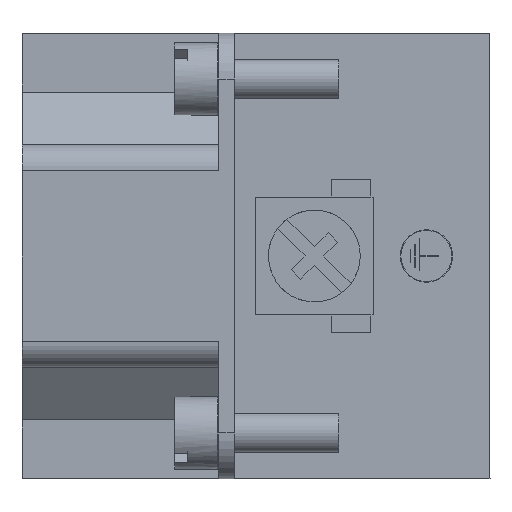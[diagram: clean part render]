
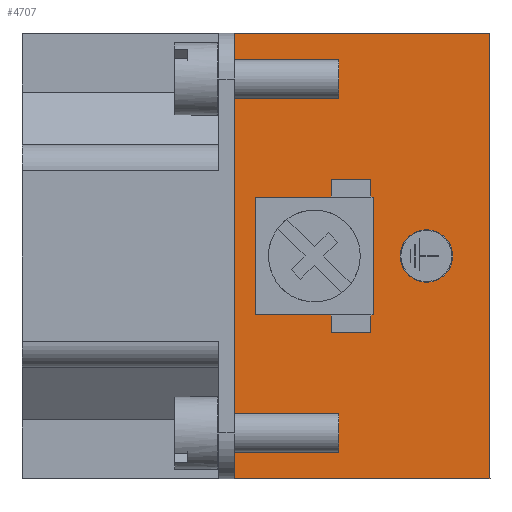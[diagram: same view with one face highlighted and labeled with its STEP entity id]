
A CAD part, left-side view. The second image highlights one B-rep face of the part: STEP entity #4707.
In plain terms, the highlighted planar face has unit normal (-1, 0, 0).
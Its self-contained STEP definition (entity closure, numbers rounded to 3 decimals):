
#3510=CIRCLE('',#18063,2.);
#3933=FACE_BOUND('',#6796,.T.);
#3934=FACE_BOUND('',#6797,.T.);
#3935=FACE_BOUND('',#6798,.T.);
#4707=ADVANCED_FACE('',(#3933,#3934,#3935),#5298,.T.);
#5298=PLANE('',#18102);
#6796=EDGE_LOOP('',(#9846));
#6797=EDGE_LOOP('',(#9847,#9848,#9849,#9850,#9851,#9852,#9853,#9854,#9855,
#9856,#9857,#9858));
#6798=EDGE_LOOP('',(#9859,#9860,#9861,#9862));
#9846=ORIENTED_EDGE('',*,*,#13348,.T.);
#9847=ORIENTED_EDGE('',*,*,#13430,.T.);
#9848=ORIENTED_EDGE('',*,*,#13407,.T.);
#9849=ORIENTED_EDGE('',*,*,#13410,.T.);
#9850=ORIENTED_EDGE('',*,*,#13412,.T.);
#9851=ORIENTED_EDGE('',*,*,#13414,.T.);
#9852=ORIENTED_EDGE('',*,*,#13416,.T.);
#9853=ORIENTED_EDGE('',*,*,#13418,.T.);
#9854=ORIENTED_EDGE('',*,*,#13420,.T.);
#9855=ORIENTED_EDGE('',*,*,#13422,.T.);
#9856=ORIENTED_EDGE('',*,*,#13424,.T.);
#9857=ORIENTED_EDGE('',*,*,#13426,.T.);
#9858=ORIENTED_EDGE('',*,*,#13428,.T.);
#9859=ORIENTED_EDGE('',*,*,#13431,.T.);
#9860=ORIENTED_EDGE('',*,*,#13432,.T.);
#9861=ORIENTED_EDGE('',*,*,#13433,.T.);
#9862=ORIENTED_EDGE('',*,*,#13434,.F.);
#11632=VERTEX_POINT('',#25228);
#11675=VERTEX_POINT('',#25356);
#11676=VERTEX_POINT('',#25357);
#11677=VERTEX_POINT('',#25362);
#11678=VERTEX_POINT('',#25366);
#11679=VERTEX_POINT('',#25370);
#11680=VERTEX_POINT('',#25374);
#11681=VERTEX_POINT('',#25378);
#11682=VERTEX_POINT('',#25382);
#11683=VERTEX_POINT('',#25386);
#11684=VERTEX_POINT('',#25390);
#11685=VERTEX_POINT('',#25394);
#11686=VERTEX_POINT('',#25398);
#11687=VERTEX_POINT('',#25404);
#11688=VERTEX_POINT('',#25405);
#11689=VERTEX_POINT('',#25407);
#11690=VERTEX_POINT('',#25409);
#13348=EDGE_CURVE('',#11632,#11632,#3510,.T.);
#13407=EDGE_CURVE('',#11675,#11676,#14876,.T.);
#13410=EDGE_CURVE('',#11676,#11677,#14879,.T.);
#13412=EDGE_CURVE('',#11677,#11678,#14881,.T.);
#13414=EDGE_CURVE('',#11678,#11679,#14883,.T.);
#13416=EDGE_CURVE('',#11679,#11680,#14885,.T.);
#13418=EDGE_CURVE('',#11680,#11681,#14887,.T.);
#13420=EDGE_CURVE('',#11681,#11682,#14889,.T.);
#13422=EDGE_CURVE('',#11682,#11683,#14891,.T.);
#13424=EDGE_CURVE('',#11683,#11684,#14893,.T.);
#13426=EDGE_CURVE('',#11684,#11685,#14895,.T.);
#13428=EDGE_CURVE('',#11685,#11686,#14897,.T.);
#13430=EDGE_CURVE('',#11686,#11675,#14899,.T.);
#13431=EDGE_CURVE('',#11687,#11688,#14900,.T.);
#13432=EDGE_CURVE('',#11688,#11689,#14901,.T.);
#13433=EDGE_CURVE('',#11689,#11690,#14902,.T.);
#13434=EDGE_CURVE('',#11687,#11690,#14903,.T.);
#14876=LINE('',#25355,#16327);
#14879=LINE('',#25361,#16330);
#14881=LINE('',#25365,#16332);
#14883=LINE('',#25369,#16334);
#14885=LINE('',#25373,#16336);
#14887=LINE('',#25377,#16338);
#14889=LINE('',#25381,#16340);
#14891=LINE('',#25385,#16342);
#14893=LINE('',#25389,#16344);
#14895=LINE('',#25393,#16346);
#14897=LINE('',#25397,#16348);
#14899=LINE('',#25401,#16350);
#14900=LINE('',#25403,#16351);
#14901=LINE('',#25406,#16352);
#14902=LINE('',#25408,#16353);
#14903=LINE('',#25410,#16354);
#16327=VECTOR('',#21483,1.);
#16330=VECTOR('',#21488,1.);
#16332=VECTOR('',#21492,1.);
#16334=VECTOR('',#21496,1.);
#16336=VECTOR('',#21500,1.);
#16338=VECTOR('',#21504,1.);
#16340=VECTOR('',#21508,1.);
#16342=VECTOR('',#21512,1.);
#16344=VECTOR('',#21516,1.);
#16346=VECTOR('',#21520,1.);
#16348=VECTOR('',#21524,1.);
#16350=VECTOR('',#21528,1.);
#16351=VECTOR('',#21531,1.);
#16352=VECTOR('',#21532,1.);
#16353=VECTOR('',#21533,1.);
#16354=VECTOR('',#21534,1.);
#18063=AXIS2_PLACEMENT_3D('',#25227,#21379,#21380);
#18102=AXIS2_PLACEMENT_3D('',#25411,#21535,#21536);
#21379=DIRECTION('',(1.,0.,0.));
#21380=DIRECTION('',(0.,1.,0.));
#21483=DIRECTION('',(0.,0.,1.));
#21488=DIRECTION('',(0.,1.,0.));
#21492=DIRECTION('',(0.,0.,1.));
#21496=DIRECTION('',(0.,-1.,0.));
#21500=DIRECTION('',(0.,0.,1.));
#21504=DIRECTION('',(0.,-1.,0.));
#21508=DIRECTION('',(0.,0.,-1.));
#21512=DIRECTION('',(0.,-1.,0.));
#21516=DIRECTION('',(0.,0.,-1.));
#21520=DIRECTION('',(0.,1.,0.));
#21524=DIRECTION('',(0.,0.,-1.));
#21528=DIRECTION('',(0.,1.,0.));
#21531=DIRECTION('',(0.,0.,-1.));
#21532=DIRECTION('',(0.,-1.,0.));
#21533=DIRECTION('',(0.,0.,1.));
#21534=DIRECTION('',(0.,-1.,0.));
#21535=DIRECTION('',(-1.,0.,0.));
#21536=DIRECTION('',(0.,0.,1.));
#25227=CARTESIAN_POINT('',(-21.5,-14.65,0.));
#25228=CARTESIAN_POINT('',(-21.5,-12.65,0.));
#25355=CARTESIAN_POINT('',(-21.5,-7.4,-5.85));
#25356=CARTESIAN_POINT('',(-21.5,-7.4,-5.85));
#25357=CARTESIAN_POINT('',(-21.5,-7.4,-4.5));
#25361=CARTESIAN_POINT('',(-21.5,-7.4,-4.5));
#25362=CARTESIAN_POINT('',(-21.5,-1.6,-4.5));
#25365=CARTESIAN_POINT('',(-21.5,-1.6,-4.5));
#25366=CARTESIAN_POINT('',(-21.5,-1.6,4.5));
#25369=CARTESIAN_POINT('',(-21.5,-1.6,4.5));
#25370=CARTESIAN_POINT('',(-21.5,-7.4,4.5));
#25373=CARTESIAN_POINT('',(-21.5,-7.4,4.5));
#25374=CARTESIAN_POINT('',(-21.5,-7.4,5.85));
#25377=CARTESIAN_POINT('',(-21.5,-7.4,5.85));
#25378=CARTESIAN_POINT('',(-21.5,-10.4,5.85));
#25381=CARTESIAN_POINT('',(-21.5,-10.4,5.85));
#25382=CARTESIAN_POINT('',(-21.5,-10.4,4.5));
#25385=CARTESIAN_POINT('',(-21.5,-10.4,4.5));
#25386=CARTESIAN_POINT('',(-21.5,-10.6,4.5));
#25389=CARTESIAN_POINT('',(-21.5,-10.6,4.5));
#25390=CARTESIAN_POINT('',(-21.5,-10.6,-4.5));
#25393=CARTESIAN_POINT('',(-21.5,-10.6,-4.5));
#25394=CARTESIAN_POINT('',(-21.5,-10.4,-4.5));
#25397=CARTESIAN_POINT('',(-21.5,-10.4,-4.5));
#25398=CARTESIAN_POINT('',(-21.5,-10.4,-5.85));
#25401=CARTESIAN_POINT('',(-21.5,-10.4,-5.85));
#25403=CARTESIAN_POINT('',(-21.5,0.,17.));
#25404=CARTESIAN_POINT('',(-21.5,0.,17.));
#25405=CARTESIAN_POINT('',(-21.5,0.,-17.));
#25406=CARTESIAN_POINT('',(-21.5,0.,-17.));
#25407=CARTESIAN_POINT('',(-21.5,-19.5,-17.));
#25408=CARTESIAN_POINT('',(-21.5,-19.5,-17.));
#25409=CARTESIAN_POINT('',(-21.5,-19.5,17.));
#25410=CARTESIAN_POINT('',(-21.5,0.,17.));
#25411=CARTESIAN_POINT('',(-21.5,-19.5,-17.));
